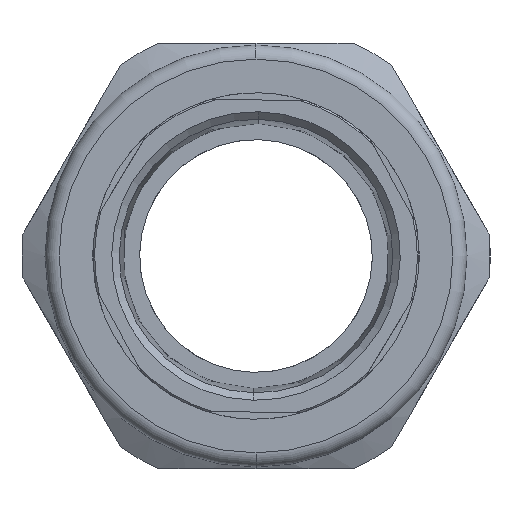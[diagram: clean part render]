
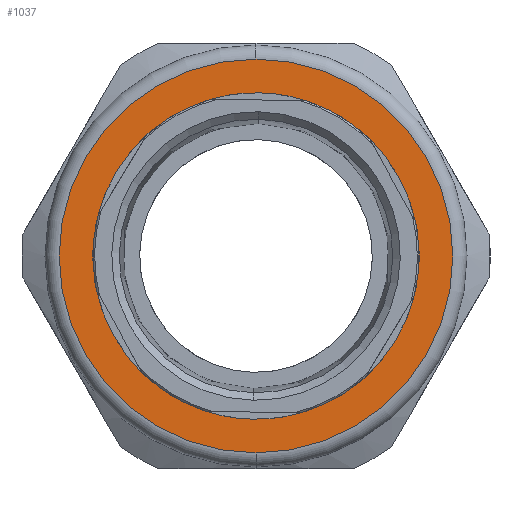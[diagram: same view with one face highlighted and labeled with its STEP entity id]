
A CAD part, left-side view. The second image highlights one B-rep face of the part: STEP entity #1037.
In plain terms, the highlighted planar face has unit normal (-1, 0, 0).
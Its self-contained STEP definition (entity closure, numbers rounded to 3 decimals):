
#5 = DIRECTION ( 'NONE',  ( 1., 0., 0. ) ) ;
#57 = CARTESIAN_POINT ( 'NONE',  ( -6.13, 0., 0. ) ) ;
#196 = CARTESIAN_POINT ( 'NONE',  ( -6.13, 0., 0. ) ) ;
#272 = CIRCLE ( 'NONE', #3008, 23. ) ;
#352 = CARTESIAN_POINT ( 'NONE',  ( -6.13, 0.442, -22.996 ) ) ;
#431 = CARTESIAN_POINT ( 'NONE',  ( -6.13, 0., 27.75 ) ) ;
#472 = DIRECTION ( 'NONE',  ( 0., 0., 1. ) ) ;
#475 = EDGE_LOOP ( 'NONE', ( #1392, #1254 ) ) ;
#525 = AXIS2_PLACEMENT_3D ( 'NONE', #2146, #5, #1383 ) ;
#596 = VERTEX_POINT ( 'NONE', #2519 ) ;
#681 = VERTEX_POINT ( 'NONE', #2382 ) ;
#740 = ORIENTED_EDGE ( 'NONE', *, *, #1553, .F. ) ;
#826 = EDGE_LOOP ( 'NONE', ( #740, #831 ) ) ;
#831 = ORIENTED_EDGE ( 'NONE', *, *, #1231, .F. ) ;
#876 = EDGE_CURVE ( 'NONE', #1995, #681, #1357, .T. ) ;
#1021 = DIRECTION ( 'NONE',  ( 1., 0., 0. ) ) ;
#1037 = ADVANCED_FACE ( 'NONE', ( #1439, #3100 ), #1657, .T. ) ;
#1231 = EDGE_CURVE ( 'NONE', #2267, #596, #2457, .T. ) ;
#1254 = ORIENTED_EDGE ( 'NONE', *, *, #876, .F. ) ;
#1357 = CIRCLE ( 'NONE', #2853, 27.75 ) ;
#1371 = DIRECTION ( 'NONE',  ( 0., 0., 1. ) ) ;
#1383 = DIRECTION ( 'NONE',  ( 0., 0., -1. ) ) ;
#1392 = ORIENTED_EDGE ( 'NONE', *, *, #2003, .F. ) ;
#1439 = FACE_BOUND ( 'NONE', #826, .T. ) ;
#1501 = DIRECTION ( 'NONE',  ( -1., 0., 0. ) ) ;
#1553 = EDGE_CURVE ( 'NONE', #596, #2267, #272, .T. ) ;
#1637 = DIRECTION ( 'NONE',  ( -1., 0., 0. ) ) ;
#1657 = PLANE ( 'NONE',  #1661 ) ;
#1661 = AXIS2_PLACEMENT_3D ( 'NONE', #2394, #2118, #472 ) ;
#1852 = AXIS2_PLACEMENT_3D ( 'NONE', #2953, #1501, #1992 ) ;
#1992 = DIRECTION ( 'NONE',  ( 0., 0., 1. ) ) ;
#1995 = VERTEX_POINT ( 'NONE', #431 ) ;
#2003 = EDGE_CURVE ( 'NONE', #681, #1995, #2009, .T. ) ;
#2009 = CIRCLE ( 'NONE', #525, 27.75 ) ;
#2118 = DIRECTION ( 'NONE',  ( -1., 0., 0. ) ) ;
#2146 = CARTESIAN_POINT ( 'NONE',  ( -6.13, 0., 0. ) ) ;
#2267 = VERTEX_POINT ( 'NONE', #352 ) ;
#2382 = CARTESIAN_POINT ( 'NONE',  ( -6.13, 0., -27.75 ) ) ;
#2394 = CARTESIAN_POINT ( 'NONE',  ( -6.13, 0., 0. ) ) ;
#2457 = CIRCLE ( 'NONE', #1852, 23. ) ;
#2519 = CARTESIAN_POINT ( 'NONE',  ( -6.13, -0.442, 22.996 ) ) ;
#2853 = AXIS2_PLACEMENT_3D ( 'NONE', #57, #1021, #2925 ) ;
#2925 = DIRECTION ( 'NONE',  ( 0., 0., -1. ) ) ;
#2953 = CARTESIAN_POINT ( 'NONE',  ( -6.13, 0., 0. ) ) ;
#3008 = AXIS2_PLACEMENT_3D ( 'NONE', #196, #1637, #1371 ) ;
#3100 = FACE_OUTER_BOUND ( 'NONE', #475, .T. ) ;
